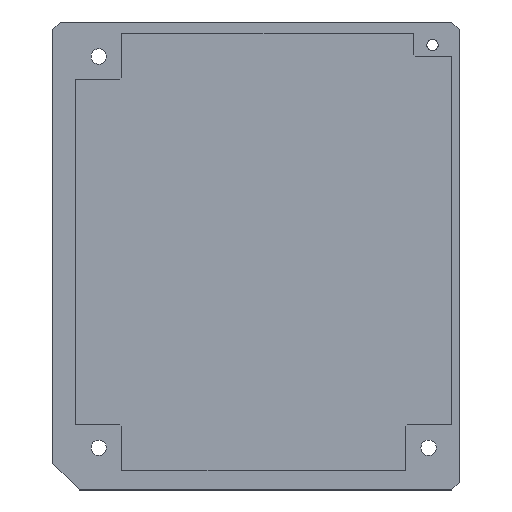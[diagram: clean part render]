
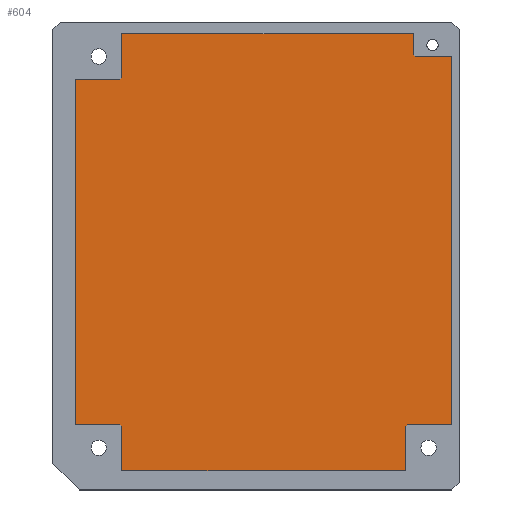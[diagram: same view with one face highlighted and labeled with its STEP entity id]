
A CAD part, top view. The second image highlights one B-rep face of the part: STEP entity #604.
In plain terms, the highlighted planar face has unit normal (0, 0, 1).
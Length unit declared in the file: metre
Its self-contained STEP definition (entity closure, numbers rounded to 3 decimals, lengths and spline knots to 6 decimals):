
#148=ORIENTED_EDGE('',*,*,#232,.F.);
#149=ORIENTED_EDGE('',*,*,#235,.T.);
#150=ORIENTED_EDGE('',*,*,#238,.F.);
#151=ORIENTED_EDGE('',*,*,#260,.T.);
#152=ORIENTED_EDGE('',*,*,#239,.T.);
#153=ORIENTED_EDGE('',*,*,#242,.F.);
#154=ORIENTED_EDGE('',*,*,#245,.F.);
#155=ORIENTED_EDGE('',*,*,#261,.T.);
#156=ORIENTED_EDGE('',*,*,#246,.T.);
#157=ORIENTED_EDGE('',*,*,#249,.F.);
#158=ORIENTED_EDGE('',*,*,#252,.F.);
#159=ORIENTED_EDGE('',*,*,#262,.T.);
#160=ORIENTED_EDGE('',*,*,#253,.T.);
#161=ORIENTED_EDGE('',*,*,#256,.T.);
#162=ORIENTED_EDGE('',*,*,#259,.F.);
#163=ORIENTED_EDGE('',*,*,#263,.T.);
#232=EDGE_CURVE('',#304,#305,#360,.T.);
#235=EDGE_CURVE('',#304,#306,#363,.T.);
#238=EDGE_CURVE('',#307,#306,#366,.T.);
#239=EDGE_CURVE('',#308,#309,#367,.T.);
#242=EDGE_CURVE('',#310,#309,#370,.T.);
#245=EDGE_CURVE('',#311,#310,#373,.T.);
#246=EDGE_CURVE('',#312,#313,#374,.T.);
#249=EDGE_CURVE('',#314,#313,#377,.T.);
#252=EDGE_CURVE('',#315,#314,#380,.T.);
#253=EDGE_CURVE('',#316,#317,#381,.T.);
#256=EDGE_CURVE('',#317,#318,#384,.T.);
#259=EDGE_CURVE('',#319,#318,#387,.T.);
#260=EDGE_CURVE('',#307,#308,#388,.T.);
#261=EDGE_CURVE('',#311,#312,#389,.T.);
#262=EDGE_CURVE('',#315,#316,#390,.T.);
#263=EDGE_CURVE('',#319,#305,#391,.F.);
#304=VERTEX_POINT('',#918);
#305=VERTEX_POINT('',#919);
#306=VERTEX_POINT('',#924);
#307=VERTEX_POINT('',#928);
#308=VERTEX_POINT('',#932);
#309=VERTEX_POINT('',#933);
#310=VERTEX_POINT('',#938);
#311=VERTEX_POINT('',#942);
#312=VERTEX_POINT('',#946);
#313=VERTEX_POINT('',#947);
#314=VERTEX_POINT('',#952);
#315=VERTEX_POINT('',#956);
#316=VERTEX_POINT('',#960);
#317=VERTEX_POINT('',#961);
#318=VERTEX_POINT('',#966);
#319=VERTEX_POINT('',#970);
#360=LINE('',#917,#432);
#363=LINE('',#923,#435);
#366=LINE('',#929,#438);
#367=LINE('',#931,#439);
#370=LINE('',#937,#442);
#373=LINE('',#943,#445);
#374=LINE('',#945,#446);
#377=LINE('',#951,#449);
#380=LINE('',#957,#452);
#381=LINE('',#959,#453);
#384=LINE('',#965,#456);
#387=LINE('',#971,#459);
#388=LINE('',#973,#460);
#389=LINE('',#974,#461);
#390=LINE('',#975,#462);
#391=LINE('',#976,#463);
#432=VECTOR('',#748,1.);
#435=VECTOR('',#753,1.);
#438=VECTOR('',#758,1.);
#439=VECTOR('',#761,1.);
#442=VECTOR('',#766,1.);
#445=VECTOR('',#771,1.);
#446=VECTOR('',#774,1.);
#449=VECTOR('',#779,1.);
#452=VECTOR('',#784,1.);
#453=VECTOR('',#787,1.);
#456=VECTOR('',#792,1.);
#459=VECTOR('',#797,1.);
#460=VECTOR('',#800,1.);
#461=VECTOR('',#801,1.);
#462=VECTOR('',#802,1.);
#463=VECTOR('',#803,1.);
#502=EDGE_LOOP('',(#148,#149,#150,#151,#152,#153,#154,#155,#156,#157,#158,
#159,#160,#161,#162,#163));
#546=FACE_BOUND('',#502,.T.);
#573=PLANE('',#656);
#604=ADVANCED_FACE('',(#546),#573,.T.);
#656=AXIS2_PLACEMENT_3D('',#972,#798,#799);
#748=DIRECTION('',(1.,0.,0.));
#753=DIRECTION('',(0.,-1.,0.));
#758=DIRECTION('',(-1.,0.,0.));
#761=DIRECTION('',(0.,-1.,0.));
#766=DIRECTION('',(-1.,0.,0.));
#771=DIRECTION('',(0.,-1.,0.));
#774=DIRECTION('',(1.,0.,0.));
#779=DIRECTION('',(0.,-1.,0.));
#784=DIRECTION('',(1.,0.,0.));
#787=DIRECTION('',(0.,1.,0.));
#792=DIRECTION('',(-1.,0.,0.));
#797=DIRECTION('',(0.,1.,0.));
#798=DIRECTION('',(0.,0.,1.));
#799=DIRECTION('',(1.,0.,0.));
#800=DIRECTION('',(0.707,-0.707,0.));
#801=DIRECTION('',(0.707,0.707,0.));
#802=DIRECTION('',(-0.707,0.707,0.));
#803=DIRECTION('',(0.707,0.707,0.));
#917=CARTESIAN_POINT('',(-0.041,0.046,-0.097));
#918=CARTESIAN_POINT('',(-0.047,0.046,-0.097));
#919=CARTESIAN_POINT('',(-0.0355,0.046,-0.097));
#923=CARTESIAN_POINT('',(-0.047,0.001,-0.097));
#924=CARTESIAN_POINT('',(-0.047,-0.044,-0.097));
#928=CARTESIAN_POINT('',(-0.0355,-0.044,-0.097));
#929=CARTESIAN_POINT('',(-0.041,-0.044,-0.097));
#931=CARTESIAN_POINT('',(-0.035,-0.05,-0.097));
#932=CARTESIAN_POINT('',(-0.035,-0.0445,-0.097));
#933=CARTESIAN_POINT('',(-0.035,-0.056,-0.097));
#937=CARTESIAN_POINT('',(0.002,-0.056,-0.097));
#938=CARTESIAN_POINT('',(0.039,-0.056,-0.097));
#942=CARTESIAN_POINT('',(0.039,-0.0445,-0.097));
#943=CARTESIAN_POINT('',(0.039,-0.05,-0.097));
#945=CARTESIAN_POINT('',(0.045,-0.044,-0.097));
#946=CARTESIAN_POINT('',(0.0395,-0.044,-0.097));
#947=CARTESIAN_POINT('',(0.051,-0.044,-0.097));
#951=CARTESIAN_POINT('',(0.051,0.004,-0.097));
#952=CARTESIAN_POINT('',(0.051,0.052,-0.097));
#956=CARTESIAN_POINT('',(0.0415,0.052,-0.097));
#957=CARTESIAN_POINT('',(0.046,0.052,-0.097));
#959=CARTESIAN_POINT('',(0.041,0.055,-0.097));
#960=CARTESIAN_POINT('',(0.041,0.0525,-0.097));
#961=CARTESIAN_POINT('',(0.041,0.058,-0.097));
#965=CARTESIAN_POINT('',(0.003,0.058,-0.097));
#966=CARTESIAN_POINT('',(-0.035,0.058,-0.097));
#970=CARTESIAN_POINT('',(-0.035,0.0465,-0.097));
#971=CARTESIAN_POINT('',(-0.035,0.052,-0.097));
#972=CARTESIAN_POINT('',(0.,0.,-0.097));
#973=CARTESIAN_POINT('',(-0.0355,-0.044,-0.097));
#974=CARTESIAN_POINT('',(0.039,-0.0445,-0.097));
#975=CARTESIAN_POINT('',(0.0415,0.052,-0.097));
#976=CARTESIAN_POINT('',(-0.035,0.0465,-0.097));
